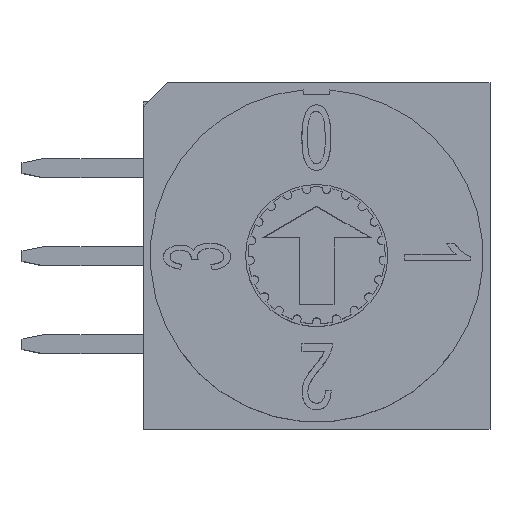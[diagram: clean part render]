
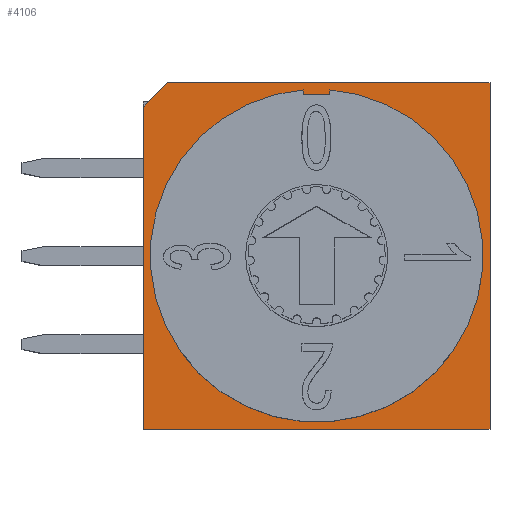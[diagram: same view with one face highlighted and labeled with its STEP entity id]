
A CAD part, top view. The second image highlights one B-rep face of the part: STEP entity #4106.
In plain terms, the highlighted planar face has unit normal (0, 0, 1).
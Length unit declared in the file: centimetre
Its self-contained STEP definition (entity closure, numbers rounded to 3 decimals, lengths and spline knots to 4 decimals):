
#125=FACE_BOUND('',#708,.T.);
#257=PLANE('',#4396);
#474=FACE_OUTER_BOUND('',#707,.T.);
#707=EDGE_LOOP('',(#3804,#3805,#3806,#3807,#3808));
#708=EDGE_LOOP('',(#3809,#3810,#3811,#3812));
#1142=LINE('',#6972,#1580);
#1144=LINE('',#6976,#1582);
#1145=LINE('',#6978,#1583);
#1146=LINE('',#6980,#1584);
#1147=LINE('',#6981,#1585);
#1148=LINE('',#6984,#1586);
#1149=LINE('',#6988,#1587);
#1150=LINE('',#6989,#1588);
#1580=VECTOR('',#5357,1.);
#1582=VECTOR('',#5361,1.);
#1583=VECTOR('',#5362,1.);
#1584=VECTOR('',#5363,1.);
#1585=VECTOR('',#5364,1.);
#1586=VECTOR('',#5365,1.);
#1587=VECTOR('',#5368,1.);
#1588=VECTOR('',#5369,1.);
#1684=CIRCLE('',#4397,0.48);
#2068=VERTEX_POINT('',#6969);
#2069=VERTEX_POINT('',#6971);
#2070=VERTEX_POINT('',#6975);
#2071=VERTEX_POINT('',#6977);
#2072=VERTEX_POINT('',#6979);
#2073=VERTEX_POINT('',#6982);
#2074=VERTEX_POINT('',#6983);
#2075=VERTEX_POINT('',#6985);
#2076=VERTEX_POINT('',#6987);
#2651=EDGE_CURVE('',#2069,#2068,#1142,.T.);
#2653=EDGE_CURVE('',#2070,#2068,#1144,.T.);
#2654=EDGE_CURVE('',#2071,#2070,#1145,.T.);
#2655=EDGE_CURVE('',#2072,#2071,#1146,.T.);
#2656=EDGE_CURVE('',#2069,#2072,#1147,.T.);
#2657=EDGE_CURVE('',#2073,#2074,#1148,.T.);
#2658=EDGE_CURVE('',#2074,#2075,#1684,.T.);
#2659=EDGE_CURVE('',#2075,#2076,#1149,.T.);
#2660=EDGE_CURVE('',#2076,#2073,#1150,.T.);
#3804=ORIENTED_EDGE('',*,*,#2651,.T.);
#3805=ORIENTED_EDGE('',*,*,#2653,.F.);
#3806=ORIENTED_EDGE('',*,*,#2654,.F.);
#3807=ORIENTED_EDGE('',*,*,#2655,.F.);
#3808=ORIENTED_EDGE('',*,*,#2656,.F.);
#3809=ORIENTED_EDGE('',*,*,#2657,.T.);
#3810=ORIENTED_EDGE('',*,*,#2658,.T.);
#3811=ORIENTED_EDGE('',*,*,#2659,.T.);
#3812=ORIENTED_EDGE('',*,*,#2660,.T.);
#4106=ADVANCED_FACE('',(#474,#125),#257,.T.);
#4396=AXIS2_PLACEMENT_3D('',#6974,#5359,#5360);
#4397=AXIS2_PLACEMENT_3D('',#6986,#5366,#5367);
#5357=DIRECTION('',(-0.707,-0.707,0.));
#5359=DIRECTION('center_axis',(0.,0.,
1.));
#5360=DIRECTION('ref_axis',(1.,0.,0.));
#5361=DIRECTION('',(0.,1.,0.));
#5362=DIRECTION('',(-1.,0.,0.));
#5363=DIRECTION('',(0.,-1.,0.));
#5364=DIRECTION('',(1.,0.,0.));
#5365=DIRECTION('',(0.,1.,0.));
#5366=DIRECTION('center_axis',(0.,0.,
-1.));
#5367=DIRECTION('ref_axis',(0.079,-0.997,0.));
#5368=DIRECTION('',(0.,-1.,0.));
#5369=DIRECTION('',(1.,0.,0.));
#6969=CARTESIAN_POINT('',(-0.5,0.4293,0.1925));
#6971=CARTESIAN_POINT('',(-0.4293,0.5,0.1925));
#6972=CARTESIAN_POINT('',(-0.4823,0.447,0.1925));
#6974=CARTESIAN_POINT('Origin',(0.,0.,
0.1925));
#6975=CARTESIAN_POINT('',(-0.5,-0.5,0.1925));
#6976=CARTESIAN_POINT('',(-0.5,0.5,0.1925));
#6977=CARTESIAN_POINT('',(0.5,-0.5,0.1925));
#6978=CARTESIAN_POINT('',(-0.5,-0.5,0.1925));
#6979=CARTESIAN_POINT('',(0.5,0.5,0.1925));
#6980=CARTESIAN_POINT('',(0.5,-0.5,0.1925));
#6981=CARTESIAN_POINT('',(0.5,0.5,0.1925));
#6982=CARTESIAN_POINT('',(0.038,0.4644,0.1925));
#6983=CARTESIAN_POINT('',(0.038,0.4785,0.1925));
#6984=CARTESIAN_POINT('',(0.038,0.2322,0.1925));
#6985=CARTESIAN_POINT('',(-0.038,0.4785,0.1925));
#6986=CARTESIAN_POINT('Origin',(0.,0.,
0.1925));
#6987=CARTESIAN_POINT('',(-0.038,0.4644,0.1925));
#6988=CARTESIAN_POINT('',(-0.038,0.2392,0.1925));
#6989=CARTESIAN_POINT('',(-0.019,0.4644,0.1925));
